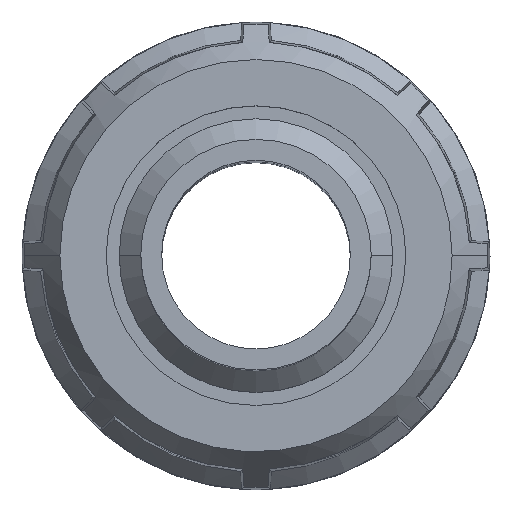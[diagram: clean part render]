
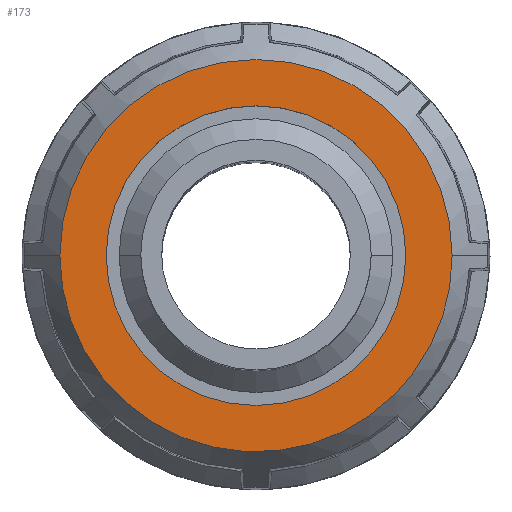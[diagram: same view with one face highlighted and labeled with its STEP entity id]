
A CAD part, top view. The second image highlights one B-rep face of the part: STEP entity #173.
In plain terms, the highlighted planar face has unit normal (0, 0, 1).
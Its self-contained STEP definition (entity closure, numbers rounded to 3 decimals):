
#173=ADVANCED_FACE('',(#370,#371),#372,.T.);
#370=FACE_OUTER_BOUND('',#602,.T.);
#371=FACE_BOUND('',#603,.T.);
#372=PLANE('',#604);
#602=EDGE_LOOP('',(#985,#986,#987));
#603=EDGE_LOOP('',(#988,#989));
#604=AXIS2_PLACEMENT_3D('',#990,#991,#992);
#985=ORIENTED_EDGE('',*,*,#1462,.F.);
#986=ORIENTED_EDGE('',*,*,#1463,.F.);
#987=ORIENTED_EDGE('',*,*,#1417,.F.);
#988=ORIENTED_EDGE('',*,*,#1412,.F.);
#989=ORIENTED_EDGE('',*,*,#1464,.F.);
#990=CARTESIAN_POINT('',(18.911,42.066,-35.363));
#991=DIRECTION('',(0.,0.,1.0));
#992=DIRECTION('',(1.0,0.,0.));
#1412=EDGE_CURVE('',#1679,#1682,#1683,.T.);
#1417=EDGE_CURVE('',#1688,#1691,#1692,.T.);
#1462=EDGE_CURVE('',#1770,#1688,#1771,.T.);
#1463=EDGE_CURVE('',#1691,#1770,#1772,.T.);
#1464=EDGE_CURVE('',#1682,#1679,#1773,.T.);
#1679=VERTEX_POINT('',#2046);
#1682=VERTEX_POINT('',#2050);
#1683=CIRCLE('',#2051,20.8);
#1688=VERTEX_POINT('',#2057);
#1691=VERTEX_POINT('',#2061);
#1692=CIRCLE('',#2062,27.234);
#1770=VERTEX_POINT('',#2235);
#1771=CIRCLE('',#2236,27.234);
#1772=CIRCLE('',#2237,27.234);
#1773=CIRCLE('',#2238,20.8);
#2046=CARTESIAN_POINT('',(22.129,42.066,-35.363));
#2050=CARTESIAN_POINT('',(63.729,42.066,-35.363));
#2051=AXIS2_PLACEMENT_3D('',#2760,#2761,#2762);
#2057=CARTESIAN_POINT('',(15.694,42.066,-35.363));
#2061=CARTESIAN_POINT('',(70.163,42.066,-35.363));
#2062=AXIS2_PLACEMENT_3D('',#2768,#2769,#2770);
#2235=CARTESIAN_POINT('',(62.186,22.808,-35.363));
#2236=AXIS2_PLACEMENT_3D('',#2829,#2830,#2831);
#2237=AXIS2_PLACEMENT_3D('',#2832,#2833,#2834);
#2238=AXIS2_PLACEMENT_3D('',#2835,#2836,#2837);
#2760=CARTESIAN_POINT('',(42.929,42.066,-35.363));
#2761=DIRECTION('',(0.,0.,1.0));
#2762=DIRECTION('',(-1.0,0.,0.));
#2768=CARTESIAN_POINT('',(42.929,42.066,-35.363));
#2769=DIRECTION('',(0.,0.,-1.0));
#2770=DIRECTION('',(0.707,-0.707,0.));
#2829=CARTESIAN_POINT('',(42.929,42.066,-35.363));
#2830=DIRECTION('',(0.,0.,-1.0));
#2831=DIRECTION('',(0.707,-0.707,0.));
#2832=CARTESIAN_POINT('',(42.929,42.066,-35.363));
#2833=DIRECTION('',(0.,0.,-1.0));
#2834=DIRECTION('',(0.707,-0.707,0.));
#2835=CARTESIAN_POINT('',(42.929,42.066,-35.363));
#2836=DIRECTION('',(0.,0.,1.0));
#2837=DIRECTION('',(-1.0,0.,0.));
